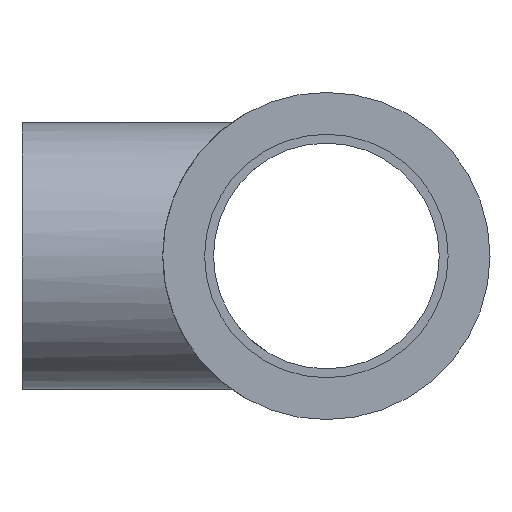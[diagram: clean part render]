
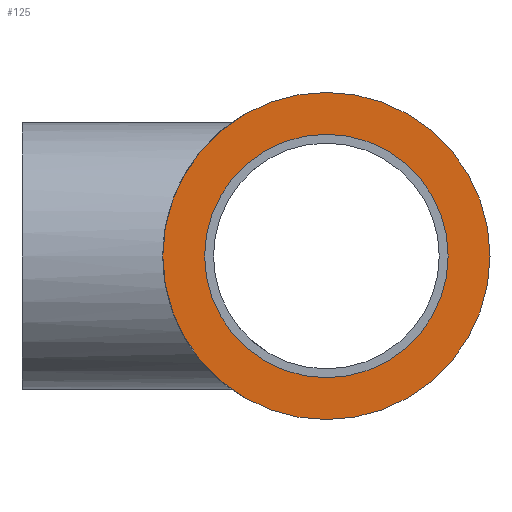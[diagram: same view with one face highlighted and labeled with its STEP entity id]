
A CAD part, left-side view. The second image highlights one B-rep face of the part: STEP entity #125.
In plain terms, the highlighted planar face has unit normal (-1, 0, 0).
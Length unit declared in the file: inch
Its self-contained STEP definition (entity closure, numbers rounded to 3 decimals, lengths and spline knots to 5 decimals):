
#17 = DIRECTION ( 'NONE',  ( -1., 0., 0. ) ) ;
#72 = CARTESIAN_POINT ( 'NONE',  ( -2.34252, 0., -0.84646 ) ) ;
#89 = FACE_OUTER_BOUND ( 'NONE', #581, .T. ) ;
#115 = DIRECTION ( 'NONE',  ( 0., 0., -1. ) ) ;
#125 = ADVANCED_FACE ( 'NONE', ( #89, #389 ), #550, .F. ) ;
#132 = VERTEX_POINT ( 'NONE', #72 ) ;
#147 = CIRCLE ( 'NONE', #428, 0.84646 ) ;
#194 = CIRCLE ( 'NONE', #368, 0.62992 ) ;
#222 = DIRECTION ( 'NONE',  ( 0., 0., -1. ) ) ;
#253 = EDGE_CURVE ( 'NONE', #132, #132, #147, .T. ) ;
#283 = AXIS2_PLACEMENT_3D ( 'NONE', #440, #382, #115 ) ;
#311 = ORIENTED_EDGE ( 'NONE', *, *, #361, .F. ) ;
#318 = CARTESIAN_POINT ( 'NONE',  ( -2.34252, 0., 0. ) ) ;
#361 = EDGE_CURVE ( 'NONE', #453, #453, #194, .T. ) ;
#368 = AXIS2_PLACEMENT_3D ( 'NONE', #318, #17, #222 ) ;
#371 = CARTESIAN_POINT ( 'NONE',  ( -2.34252, 0., 0. ) ) ;
#382 = DIRECTION ( 'NONE',  ( 1., 0., 0. ) ) ;
#383 = DIRECTION ( 'NONE',  ( 1., 0., 0. ) ) ;
#389 = FACE_BOUND ( 'NONE', #495, .T. ) ;
#428 = AXIS2_PLACEMENT_3D ( 'NONE', #371, #383, #438 ) ;
#438 = DIRECTION ( 'NONE',  ( 0., 0., -1. ) ) ;
#440 = CARTESIAN_POINT ( 'NONE',  ( -2.34252, 0., 0. ) ) ;
#453 = VERTEX_POINT ( 'NONE', #540 ) ;
#495 = EDGE_LOOP ( 'NONE', ( #311 ) ) ;
#540 = CARTESIAN_POINT ( 'NONE',  ( -2.34252, 0., -0.62992 ) ) ;
#550 = PLANE ( 'NONE',  #283 ) ;
#580 = ORIENTED_EDGE ( 'NONE', *, *, #253, .F. ) ;
#581 = EDGE_LOOP ( 'NONE', ( #580 ) ) ;
